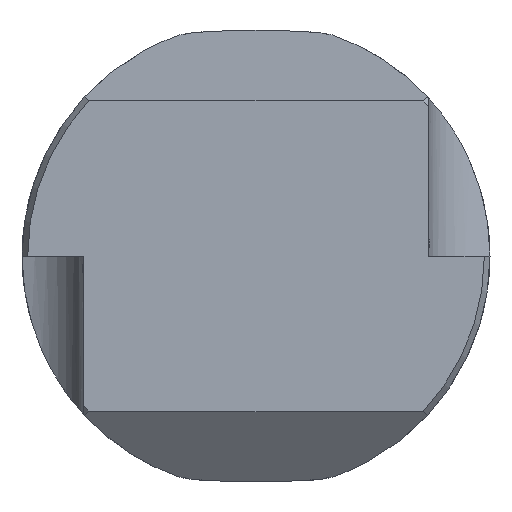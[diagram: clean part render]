
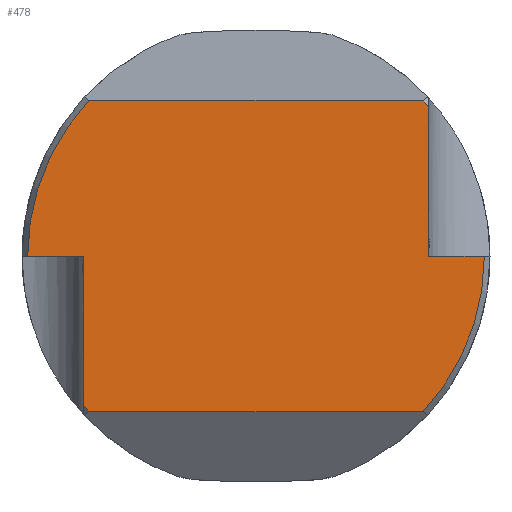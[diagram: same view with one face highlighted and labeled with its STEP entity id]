
A CAD part, left-side view. The second image highlights one B-rep face of the part: STEP entity #478.
In plain terms, the highlighted planar face has unit normal (-1, 0, 0).
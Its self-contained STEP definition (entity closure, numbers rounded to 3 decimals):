
#402=PLANE('',#960);
#430=LINE('',#1270,#448);
#431=LINE('',#1274,#449);
#432=LINE('',#1276,#450);
#433=LINE('',#1280,#451);
#434=LINE('',#1284,#452);
#435=LINE('',#1286,#453);
#448=VECTOR('',#1058,1.);
#449=VECTOR('',#1061,1.);
#450=VECTOR('',#1062,1.);
#451=VECTOR('',#1065,1.);
#452=VECTOR('',#1068,1.);
#453=VECTOR('',#1069,1.);
#478=ADVANCED_FACE('',(#530),#402,.F.);
#530=FACE_OUTER_BOUND('',#550,.T.);
#550=EDGE_LOOP('',(#638,#639,#640,#641,#642,#643,#644,#645,#646,#647));
#638=ORIENTED_EDGE('',*,*,#833,.T.);
#639=ORIENTED_EDGE('',*,*,#849,.F.);
#640=ORIENTED_EDGE('',*,*,#850,.T.);
#641=ORIENTED_EDGE('',*,*,#851,.F.);
#642=ORIENTED_EDGE('',*,*,#852,.F.);
#643=ORIENTED_EDGE('',*,*,#853,.T.);
#644=ORIENTED_EDGE('',*,*,#854,.F.);
#645=ORIENTED_EDGE('',*,*,#855,.T.);
#646=ORIENTED_EDGE('',*,*,#856,.F.);
#647=ORIENTED_EDGE('',*,*,#857,.F.);
#774=VERTEX_POINT('',#1216);
#775=VERTEX_POINT('',#1218);
#788=VERTEX_POINT('',#1271);
#789=VERTEX_POINT('',#1273);
#790=VERTEX_POINT('',#1275);
#791=VERTEX_POINT('',#1277);
#792=VERTEX_POINT('',#1279);
#793=VERTEX_POINT('',#1281);
#794=VERTEX_POINT('',#1283);
#795=VERTEX_POINT('',#1285);
#833=EDGE_CURVE('',#775,#774,#909,.T.);
#849=EDGE_CURVE('',#788,#774,#430,.T.);
#850=EDGE_CURVE('',#788,#789,#915,.T.);
#851=EDGE_CURVE('',#790,#789,#431,.T.);
#852=EDGE_CURVE('',#791,#790,#432,.T.);
#853=EDGE_CURVE('',#791,#792,#916,.T.);
#854=EDGE_CURVE('',#793,#792,#433,.T.);
#855=EDGE_CURVE('',#793,#794,#917,.T.);
#856=EDGE_CURVE('',#795,#794,#434,.T.);
#857=EDGE_CURVE('',#775,#795,#435,.T.);
#909=CIRCLE('',#943,46.345);
#915=CIRCLE('',#957,46.345);
#916=CIRCLE('',#958,46.345);
#917=CIRCLE('',#959,46.345);
#943=AXIS2_PLACEMENT_3D('',#1217,#1028,#1029);
#957=AXIS2_PLACEMENT_3D('',#1272,#1059,#1060);
#958=AXIS2_PLACEMENT_3D('',#1278,#1063,#1064);
#959=AXIS2_PLACEMENT_3D('',#1282,#1066,#1067);
#960=AXIS2_PLACEMENT_3D('',#1287,#1070,#1071);
#1028=DIRECTION('',(-1.,0.,0.));
#1029=DIRECTION('',(0.,0.,1.));
#1058=DIRECTION('',(0.,1.,0.));
#1059=DIRECTION('',(-1.,0.,0.));
#1060=DIRECTION('',(0.,0.,1.));
#1061=DIRECTION('',(0.,-1.,0.));
#1062=DIRECTION('',(0.,0.,-1.));
#1063=DIRECTION('',(-1.,0.,0.));
#1064=DIRECTION('',(0.,0.,1.));
#1065=DIRECTION('',(0.,-1.,0.));
#1066=DIRECTION('',(-1.,0.,0.));
#1067=DIRECTION('',(0.,0.,1.));
#1068=DIRECTION('',(0.,1.,0.));
#1069=DIRECTION('',(0.,0.,1.));
#1070=DIRECTION('',(1.,0.,0.));
#1071=DIRECTION('',(0.,0.,-1.));
#1216=CARTESIAN_POINT('',(0.,33.902,-31.6));
#1217=CARTESIAN_POINT('',(0.,0.,0.));
#1218=CARTESIAN_POINT('',(0.,35.,-30.379));
#1270=CARTESIAN_POINT('',(0.,-325.054,-31.6));
#1271=CARTESIAN_POINT('',(0.,-33.902,-31.6));
#1272=CARTESIAN_POINT('',(0.,0.,0.));
#1273=CARTESIAN_POINT('',(0.,-46.345,0.));
#1274=CARTESIAN_POINT('',(0.,-35.,0.));
#1275=CARTESIAN_POINT('',(0.,-35.,0.));
#1276=CARTESIAN_POINT('',(0.,-35.,47.5));
#1277=CARTESIAN_POINT('',(0.,-35.,30.379));
#1278=CARTESIAN_POINT('',(0.,0.,0.));
#1279=CARTESIAN_POINT('',(0.,-33.902,31.6));
#1280=CARTESIAN_POINT('',(0.,323.893,31.6));
#1281=CARTESIAN_POINT('',(0.,33.902,31.6));
#1282=CARTESIAN_POINT('',(0.,0.,0.));
#1283=CARTESIAN_POINT('',(0.,46.345,0.));
#1284=CARTESIAN_POINT('',(0.,35.,0.));
#1285=CARTESIAN_POINT('',(0.,35.,0.));
#1286=CARTESIAN_POINT('',(0.,35.,-47.5));
#1287=CARTESIAN_POINT('',(0.,3.85,0.));
